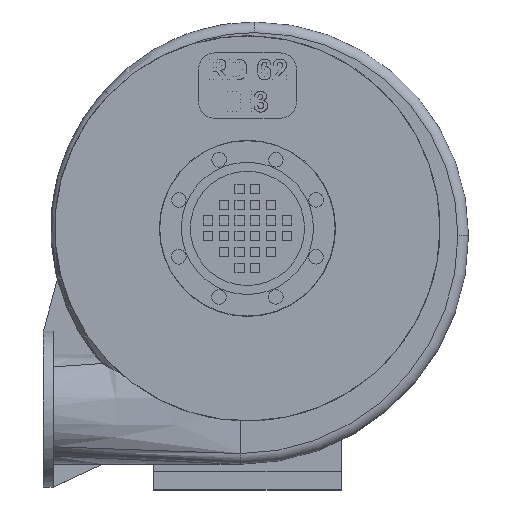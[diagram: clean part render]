
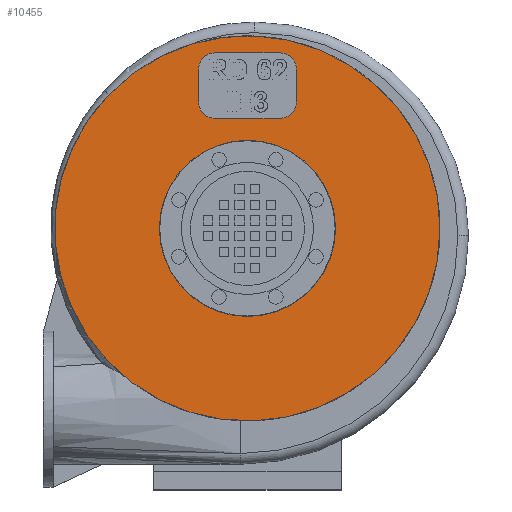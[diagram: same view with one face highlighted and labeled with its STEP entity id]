
A CAD part, top view. The second image highlights one B-rep face of the part: STEP entity #10455.
In plain terms, the highlighted planar face has unit normal (0, 0, 1).
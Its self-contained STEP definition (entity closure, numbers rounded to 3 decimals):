
#931=LINE('',#17204,#1847);
#935=LINE('',#17217,#1851);
#938=LINE('',#17224,#1854);
#939=LINE('',#17226,#1855);
#1847=VECTOR('',#12225,80.);
#1851=VECTOR('',#12239,80.);
#1854=VECTOR('',#12248,40.);
#1855=VECTOR('',#12251,40.);
#2393=FACE_BOUND('',#3589,.T.);
#2394=FACE_BOUND('',#3590,.T.);
#2948=FACE_OUTER_BOUND('',#3588,.T.);
#3588=EDGE_LOOP('',(#8429));
#3589=EDGE_LOOP('',(#8430,#8431,#8432,#8433,#8434,#8435,#8436,#8437));
#3590=EDGE_LOOP('',(#8438));
#3861=CIRCLE('',#10874,20.);
#3862=CIRCLE('',#10877,20.);
#3863=CIRCLE('',#10879,20.);
#3864=CIRCLE('',#10882,20.);
#3943=CIRCLE('',#11039,108.);
#3948=CIRCLE('',#11049,236.);
#4532=VERTEX_POINT('',#17196);
#4533=VERTEX_POINT('',#17198);
#4534=VERTEX_POINT('',#17202);
#4535=VERTEX_POINT('',#17206);
#4536=VERTEX_POINT('',#17210);
#4537=VERTEX_POINT('',#17211);
#4538=VERTEX_POINT('',#17216);
#4539=VERTEX_POINT('',#17220);
#4705=VERTEX_POINT('',#17847);
#4713=VERTEX_POINT('',#17921);
#5748=EDGE_CURVE('',#4533,#4532,#3861,.T.);
#5751=EDGE_CURVE('',#4532,#4534,#931,.T.);
#5752=EDGE_CURVE('',#4534,#4535,#3862,.T.);
#5754=EDGE_CURVE('',#4536,#4537,#3863,.T.);
#5757=EDGE_CURVE('',#4538,#4536,#935,.T.);
#5759=EDGE_CURVE('',#4539,#4538,#3864,.T.);
#5761=EDGE_CURVE('',#4535,#4539,#938,.T.);
#5762=EDGE_CURVE('',#4537,#4533,#939,.T.);
#5996=EDGE_CURVE('',#4705,#4705,#3943,.T.);
#6006=EDGE_CURVE('',#4713,#4713,#3948,.T.);
#8429=ORIENTED_EDGE('',*,*,#6006,.F.);
#8430=ORIENTED_EDGE('',*,*,#5754,.T.);
#8431=ORIENTED_EDGE('',*,*,#5762,.T.);
#8432=ORIENTED_EDGE('',*,*,#5748,.T.);
#8433=ORIENTED_EDGE('',*,*,#5751,.T.);
#8434=ORIENTED_EDGE('',*,*,#5752,.T.);
#8435=ORIENTED_EDGE('',*,*,#5761,.T.);
#8436=ORIENTED_EDGE('',*,*,#5759,.T.);
#8437=ORIENTED_EDGE('',*,*,#5757,.T.);
#8438=ORIENTED_EDGE('',*,*,#5996,.T.);
#9367=PLANE('',#11050);
#10455=ADVANCED_FACE('',(#2948,#2393,#2394),#9367,.F.);
#10874=AXIS2_PLACEMENT_3D('',#17199,#12219,#12220);
#10877=AXIS2_PLACEMENT_3D('',#17207,#12228,#12229);
#10879=AXIS2_PLACEMENT_3D('',#17212,#12233,#12234);
#10882=AXIS2_PLACEMENT_3D('',#17221,#12243,#12244);
#11039=AXIS2_PLACEMENT_3D('',#17848,#12697,#12698);
#11049=AXIS2_PLACEMENT_3D('',#17922,#12717,#12718);
#11050=AXIS2_PLACEMENT_3D('',#17923,#12719,#12720);
#12219=DIRECTION('center_axis',(0.,0.,
-1.));
#12220=DIRECTION('ref_axis',(0.707,-0.707,0.));
#12225=DIRECTION('',(-1.,0.,0.));
#12228=DIRECTION('center_axis',(0.,0.,
-1.));
#12229=DIRECTION('ref_axis',(-0.707,-0.707,0.));
#12233=DIRECTION('center_axis',(0.,0.,
-1.));
#12234=DIRECTION('ref_axis',(0.707,0.707,0.));
#12239=DIRECTION('',(1.,0.,0.));
#12243=DIRECTION('center_axis',(0.,0.,
-1.));
#12244=DIRECTION('ref_axis',(-0.707,0.707,0.));
#12248=DIRECTION('',(0.,1.,0.));
#12251=DIRECTION('',(0.,-1.,0.));
#12697=DIRECTION('center_axis',(0.,0.,
-1.));
#12698=DIRECTION('ref_axis',(-1.,0.,0.));
#12717=DIRECTION('center_axis',(0.,0.,
-1.));
#12718=DIRECTION('ref_axis',(-1.,0.,0.));
#12719=DIRECTION('center_axis',(0.,0.,
-1.));
#12720=DIRECTION('ref_axis',(-1.,0.,0.));
#17196=CARTESIAN_POINT('',(40.,345.52,213.5));
#17198=CARTESIAN_POINT('',(60.,365.52,213.5));
#17199=CARTESIAN_POINT('Origin',(40.,365.52,213.5));
#17202=CARTESIAN_POINT('',(-40.,345.52,213.5));
#17204=CARTESIAN_POINT('',(30.,345.52,213.5));
#17206=CARTESIAN_POINT('',(-60.,365.52,213.5));
#17207=CARTESIAN_POINT('Origin',(-40.,365.52,213.5));
#17210=CARTESIAN_POINT('',(40.,425.52,213.5));
#17211=CARTESIAN_POINT('',(60.,405.52,213.5));
#17212=CARTESIAN_POINT('Origin',(40.,405.52,213.5));
#17216=CARTESIAN_POINT('',(-40.,425.52,213.5));
#17217=CARTESIAN_POINT('',(-30.,425.52,213.5));
#17220=CARTESIAN_POINT('',(-60.,405.52,213.5));
#17221=CARTESIAN_POINT('Origin',(-40.,405.52,213.5));
#17224=CARTESIAN_POINT('',(-60.,278.02,213.5));
#17226=CARTESIAN_POINT('',(60.,318.02,213.5));
#17847=CARTESIAN_POINT('',(108.,210.52,213.5));
#17848=CARTESIAN_POINT('Origin',(0.,210.52,
213.5));
#17921=CARTESIAN_POINT('',(236.,210.52,213.5));
#17922=CARTESIAN_POINT('Origin',(0.,210.52,
213.5));
#17923=CARTESIAN_POINT('Origin',(0.,210.52,
213.5));
